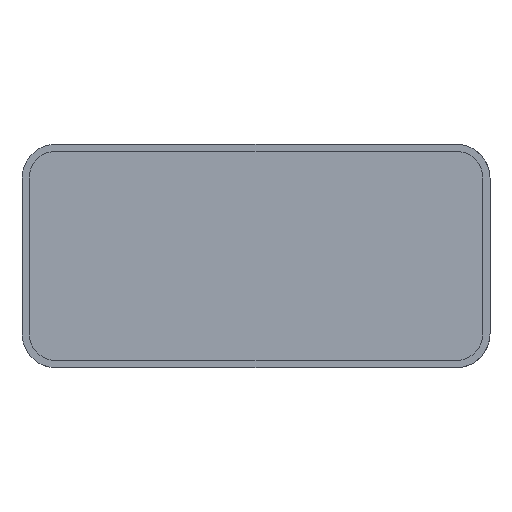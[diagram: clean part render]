
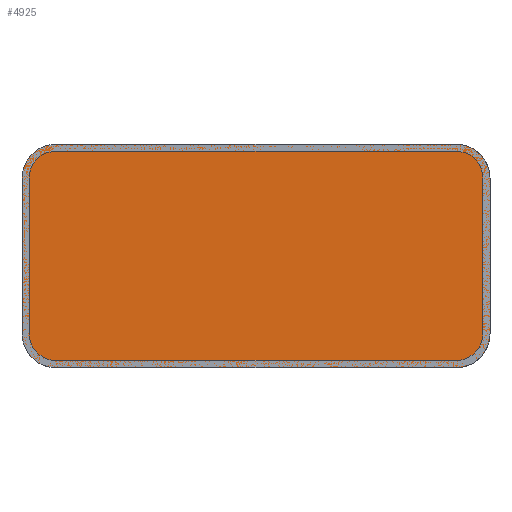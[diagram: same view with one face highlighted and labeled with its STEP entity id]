
A CAD part, top view. The second image highlights one B-rep face of the part: STEP entity #4925.
In plain terms, the highlighted planar face has unit normal (0, 0, 1).
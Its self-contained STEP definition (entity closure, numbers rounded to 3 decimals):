
#269=PLANE('',#5297);
#539=FACE_OUTER_BOUND('',#865,.T.);
#865=EDGE_LOOP('',(#4361,#4362,#4363,#4364,#4365,#4366,#4367,#4368));
#1367=LINE('',#7725,#1961);
#1371=LINE('',#7737,#1965);
#1375=LINE('',#7749,#1969);
#1379=LINE('',#7760,#1973);
#1961=VECTOR('',#6305,10.);
#1965=VECTOR('',#6317,10.);
#1969=VECTOR('',#6329,10.);
#1973=VECTOR('',#6341,10.);
#2207=CIRCLE('',#5282,7.6);
#2209=CIRCLE('',#5286,7.6);
#2211=CIRCLE('',#5290,7.6);
#2213=CIRCLE('',#5294,7.6);
#2543=VERTEX_POINT('',#7715);
#2544=VERTEX_POINT('',#7716);
#2547=VERTEX_POINT('',#7724);
#2549=VERTEX_POINT('',#7730);
#2551=VERTEX_POINT('',#7736);
#2553=VERTEX_POINT('',#7742);
#2555=VERTEX_POINT('',#7748);
#2557=VERTEX_POINT('',#7754);
#3159=EDGE_CURVE('',#2543,#2544,#2207,.T.);
#3163=EDGE_CURVE('',#2544,#2547,#1367,.T.);
#3166=EDGE_CURVE('',#2547,#2549,#2209,.T.);
#3169=EDGE_CURVE('',#2549,#2551,#1371,.T.);
#3172=EDGE_CURVE('',#2551,#2553,#2211,.T.);
#3175=EDGE_CURVE('',#2553,#2555,#1375,.T.);
#3178=EDGE_CURVE('',#2555,#2557,#2213,.T.);
#3181=EDGE_CURVE('',#2557,#2543,#1379,.T.);
#4361=ORIENTED_EDGE('',*,*,#3181,.T.);
#4362=ORIENTED_EDGE('',*,*,#3159,.T.);
#4363=ORIENTED_EDGE('',*,*,#3163,.T.);
#4364=ORIENTED_EDGE('',*,*,#3166,.T.);
#4365=ORIENTED_EDGE('',*,*,#3169,.T.);
#4366=ORIENTED_EDGE('',*,*,#3172,.T.);
#4367=ORIENTED_EDGE('',*,*,#3175,.T.);
#4368=ORIENTED_EDGE('',*,*,#3178,.T.);
#4925=ADVANCED_FACE('',(#539),#269,.T.);
#5282=AXIS2_PLACEMENT_3D('',#7717,#6297,#6298);
#5286=AXIS2_PLACEMENT_3D('',#7731,#6310,#6311);
#5290=AXIS2_PLACEMENT_3D('',#7743,#6322,#6323);
#5294=AXIS2_PLACEMENT_3D('',#7755,#6334,#6335);
#5297=AXIS2_PLACEMENT_3D('',#7762,#6343,#6344);
#6297=DIRECTION('center_axis',(0.,0.,1.));
#6298=DIRECTION('ref_axis',(0.,1.,0.));
#6305=DIRECTION('',(0.,-1.,0.));
#6310=DIRECTION('center_axis',(0.,0.,1.));
#6311=DIRECTION('ref_axis',(-1.,0.,0.));
#6317=DIRECTION('',(1.,0.,0.));
#6322=DIRECTION('center_axis',(0.,0.,1.));
#6323=DIRECTION('ref_axis',(0.,-1.,0.));
#6329=DIRECTION('',(0.,1.,0.));
#6334=DIRECTION('center_axis',(0.,0.,1.));
#6335=DIRECTION('ref_axis',(1.,0.,0.));
#6341=DIRECTION('',(-1.,0.,0.));
#6343=DIRECTION('center_axis',(0.,0.,1.));
#6344=DIRECTION('ref_axis',(-1.,0.,0.));
#7715=CARTESIAN_POINT('',(5.,47.6,19.));
#7716=CARTESIAN_POINT('',(-2.6,40.,19.));
#7717=CARTESIAN_POINT('Origin',(5.,40.,19.));
#7724=CARTESIAN_POINT('',(-2.6,5.,19.));
#7725=CARTESIAN_POINT('',(-2.6,40.,19.));
#7730=CARTESIAN_POINT('',(5.,-2.6,19.));
#7731=CARTESIAN_POINT('Origin',(5.,5.,19.));
#7736=CARTESIAN_POINT('',(95.,-2.6,19.));
#7737=CARTESIAN_POINT('',(5.,-2.6,19.));
#7742=CARTESIAN_POINT('',(102.6,5.,19.));
#7743=CARTESIAN_POINT('Origin',(95.,5.,19.));
#7748=CARTESIAN_POINT('',(102.6,40.,19.));
#7749=CARTESIAN_POINT('',(102.6,5.,19.));
#7754=CARTESIAN_POINT('',(95.,47.6,19.));
#7755=CARTESIAN_POINT('Origin',(95.,40.,19.));
#7760=CARTESIAN_POINT('',(95.,47.6,19.));
#7762=CARTESIAN_POINT('Origin',(50.,22.5,19.));
